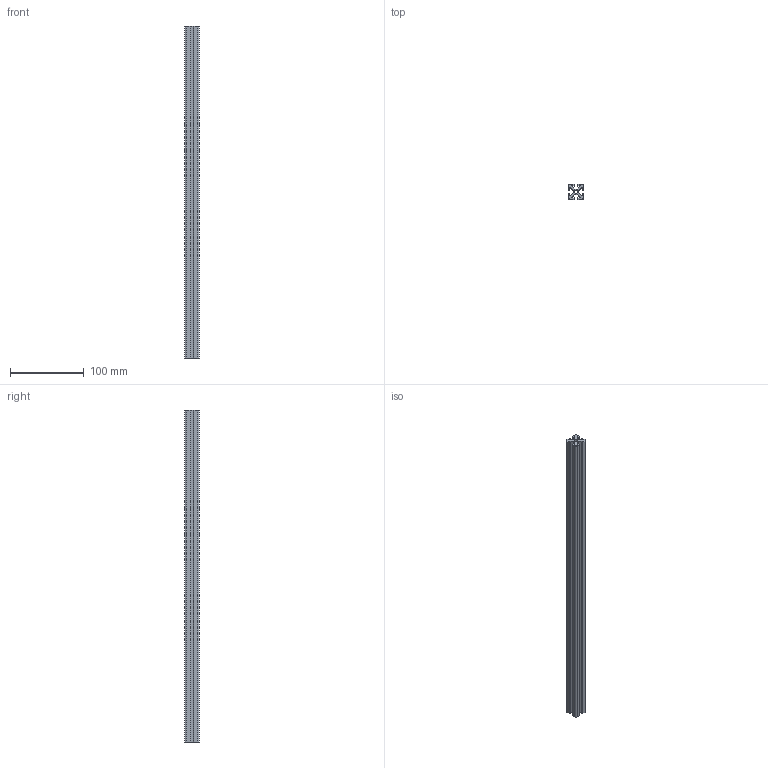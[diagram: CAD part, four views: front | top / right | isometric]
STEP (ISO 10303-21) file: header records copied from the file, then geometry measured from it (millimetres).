
FILE_DESCRIPTION(/* description */ (''),/* implementation_level */ '2;1');
FILE_NAME(/* name */ '1004 - Alu_profile 450mm.step',/* time_stamp */ '2021-07-08T08:29:59+02:00',/* author */ (''),/* organization */ (''),/* preprocessor_version */ 'ST-DEVELOPER v18.1',/* originating_system */ 'Autodesk Translation Framework v10.9.0.1377',/* authorisation */ '');
FILE_SCHEMA (('AUTOMOTIVE_DESIGN { 1 0 10303 214 3 1 1 }'));
Length unit declared in the file: millimetre
Products named in the file (1): 1004 - Alu_profile 450mm
Bounding box: 20 x 20 x 450 mm (x, y, z)
Volume: 92304.9 mm3; surface area: 77956 mm2
Topology: 1 solids, 1 shells, 51 faces, 147 edges, 98 vertices
Faces by surface type: plane 46, cylinder 5
Full cylindrical faces by diameter (mm): 4.3 x1
Entity records: 1695 total; most frequent: CARTESIAN_POINT 297, ORIENTED_EDGE 294, DIRECTION 261, EDGE_CURVE 147, LINE 137, VECTOR 137, VERTEX_POINT 98, AXIS2_PLACEMENT_3D 62
